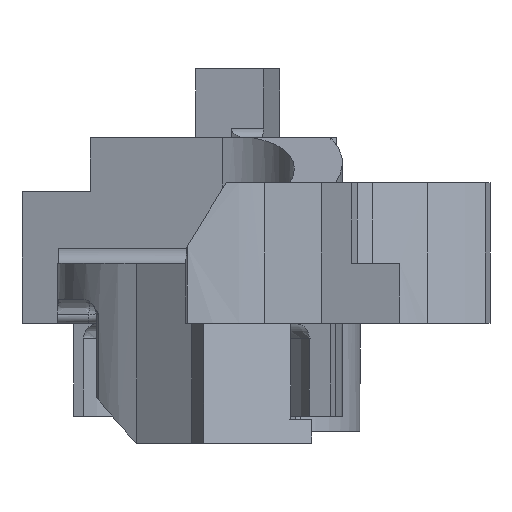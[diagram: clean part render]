
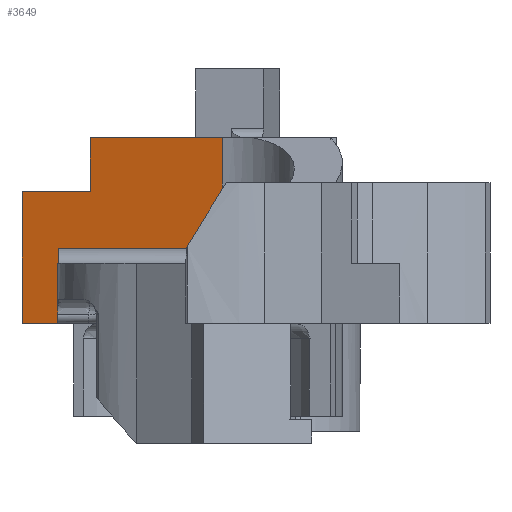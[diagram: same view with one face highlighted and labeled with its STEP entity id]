
A CAD part, left-side view. The second image highlights one B-rep face of the part: STEP entity #3649.
In plain terms, the highlighted face is planar.
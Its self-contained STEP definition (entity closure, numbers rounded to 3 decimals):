
#123=DIRECTION('',(-1.,0.,0.));
#124=VECTOR('',#123,5.737);
#125=CARTESIAN_POINT('',(5.737,0.5,3.4));
#126=LINE('',#125,#124);
#614=DIRECTION('',(1.,0.,0.));
#615=VECTOR('',#614,1.263);
#616=CARTESIAN_POINT('',(5.737,-2.,3.4));
#617=LINE('',#616,#615);
#910=DIRECTION('',(1.,0.,0.));
#911=VECTOR('',#910,4.614);
#912=CARTESIAN_POINT('',(0.,4.2,3.4));
#913=LINE('',#912,#911);
#1022=DIRECTION('',(0.,-1.,0.));
#1023=VECTOR('',#1022,1.8);
#1024=CARTESIAN_POINT('',(4.614,4.2,3.4));
#1025=LINE('',#1024,#1023);
#1026=DIRECTION('',(0.,-1.,0.));
#1027=VECTOR('',#1026,3.7);
#1028=CARTESIAN_POINT('',(0.,4.2,3.4));
#1029=LINE('',#1028,#1027);
#1030=DIRECTION('',(0.,-1.,0.));
#1031=VECTOR('',#1030,2.5);
#1032=CARTESIAN_POINT('',(5.737,0.5,3.4));
#1033=LINE('',#1032,#1031);
#1034=DIRECTION('',(1.,0.,0.));
#1035=VECTOR('',#1034,2.386);
#1036=CARTESIAN_POINT('',(4.614,2.4,3.4));
#1037=LINE('',#1036,#1035);
#1084=DIRECTION('',(0.,-1.,0.));
#1085=VECTOR('',#1084,4.4);
#1086=CARTESIAN_POINT('',(7.,2.4,3.4));
#1087=LINE('',#1086,#1085);
#2019=CARTESIAN_POINT('',(5.737,-2.,3.4));
#2021=VERTEX_POINT('',#2019);
#2022=CARTESIAN_POINT('',(7.,-2.,3.4));
#2023=VERTEX_POINT('',#2022);
#2065=CARTESIAN_POINT('',(0.,4.2,3.4));
#2066=VERTEX_POINT('',#2065);
#2067=CARTESIAN_POINT('',(4.614,4.2,3.4));
#2068=CARTESIAN_POINT('',(4.614,2.4,3.4));
#2069=VERTEX_POINT('',#2067);
#2070=VERTEX_POINT('',#2068);
#2071=CARTESIAN_POINT('',(7.,2.4,3.4));
#2072=VERTEX_POINT('',#2071);
#2291=CARTESIAN_POINT('',(0.,0.5,3.4));
#2292=VERTEX_POINT('',#2291);
#2295=CARTESIAN_POINT('',(5.737,0.5,3.4));
#2296=VERTEX_POINT('',#2295);
#3631=CARTESIAN_POINT('',(5.737,0.,3.4));
#3632=DIRECTION('',(0.,0.,-1.));
#3633=DIRECTION('',(1.,0.,0.));
#3634=AXIS2_PLACEMENT_3D('',#3631,#3632,#3633);
#3635=PLANE('',#3634);
#3636=ORIENTED_EDGE('',*,*,#3607,.F.);
#3637=ORIENTED_EDGE('',*,*,#3488,.F.);
#3639=ORIENTED_EDGE('',*,*,#3638,.T.);
#3640=ORIENTED_EDGE('',*,*,#2614,.F.);
#3641=ORIENTED_EDGE('',*,*,#2630,.T.);
#3642=ORIENTED_EDGE('',*,*,#3087,.T.);
#3644=ORIENTED_EDGE('',*,*,#3643,.F.);
#3646=ORIENTED_EDGE('',*,*,#3645,.F.);
#3647=EDGE_LOOP('',(#3636,#3637,#3639,#3640,#3641,#3642,#3644,#3646));
#3648=FACE_OUTER_BOUND('',#3647,.F.);
#3649=ADVANCED_FACE('',(#3648),#3635,.T.);
#2614=EDGE_CURVE('',#2296,#2292,#126,.T.);
#2630=EDGE_CURVE('',#2296,#2021,#1033,.T.);
#3087=EDGE_CURVE('',#2021,#2023,#617,.T.);
#3488=EDGE_CURVE('',#2066,#2069,#913,.T.);
#3607=EDGE_CURVE('',#2069,#2070,#1025,.T.);
#3638=EDGE_CURVE('',#2066,#2292,#1029,.T.);
#3643=EDGE_CURVE('',#2072,#2023,#1087,.T.);
#3645=EDGE_CURVE('',#2070,#2072,#1037,.T.);
